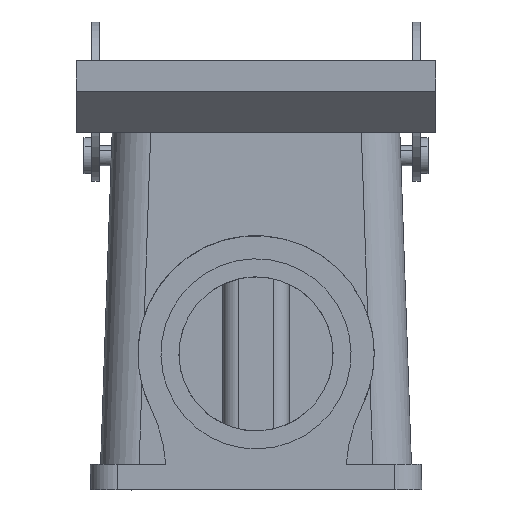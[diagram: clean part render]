
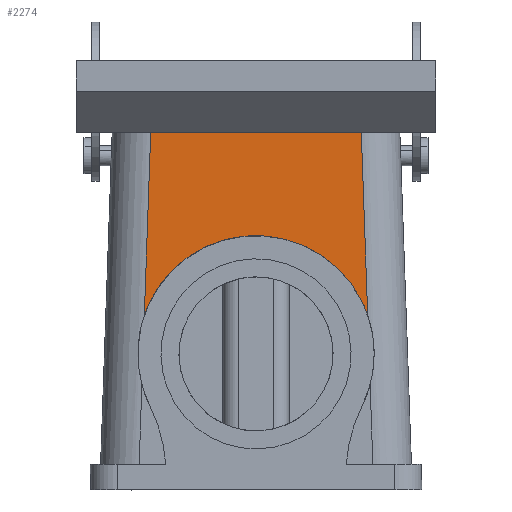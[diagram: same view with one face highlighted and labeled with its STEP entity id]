
A CAD part, front view. The second image highlights one B-rep face of the part: STEP entity #2274.
In plain terms, the highlighted planar face has unit normal (0, -1, 0).
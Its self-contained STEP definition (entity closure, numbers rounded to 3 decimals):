
#743=AXIS2_PLACEMENT_3D('Circle Axis2P3D',#741,#742,$) ;
#762=AXIS2_PLACEMENT_3D('Circle Axis2P3D',#760,#761,$) ;
#2223=AXIS2_PLACEMENT_3D('Plane Axis2P3D',#2220,#2221,#2222) ;
#722=CARTESIAN_POINT('Vertex',(55.613,24.8,36.703)) ;
#738=CARTESIAN_POINT('Vertex',(56.738,24.8,34.014)) ;
#741=CARTESIAN_POINT('Axis2P3D Location',(35.,24.8,26.5)) ;
#760=CARTESIAN_POINT('Axis2P3D Location',(35.,24.8,26.5)) ;
#764=CARTESIAN_POINT('Vertex',(13.262,24.8,34.014)) ;
#1987=CARTESIAN_POINT('Vertex',(14.505,24.8,69.6)) ;
#1990=CARTESIAN_POINT('Line Origine',(24.752,24.8,69.6)) ;
#1994=CARTESIAN_POINT('Vertex',(35.,24.8,69.6)) ;
#1997=CARTESIAN_POINT('Line Origine',(45.248,24.8,69.6)) ;
#2001=CARTESIAN_POINT('Vertex',(55.495,24.8,69.6)) ;
#2220=CARTESIAN_POINT('Axis2P3D Location',(35.,24.8,69.6)) ;
#2247=CARTESIAN_POINT('Line Origine',(56.68,24.8,35.669)) ;
#2261=CARTESIAN_POINT('Line Origine',(13.883,24.8,51.807)) ;
#742=DIRECTION('Axis2P3D Direction',(0.,1.,0.)) ;
#761=DIRECTION('Axis2P3D Direction',(0.,1.,0.)) ;
#1991=DIRECTION('Vector Direction',(-1.,0.,0.)) ;
#1998=DIRECTION('Vector Direction',(1.,0.,0.)) ;
#2221=DIRECTION('Axis2P3D Direction',(0.,-1.,-0.)) ;
#2222=DIRECTION('Axis2P3D XDirection',(-1.,0.,0.)) ;
#2248=DIRECTION('Vector Direction',(-0.035,0.,0.999)) ;
#2262=DIRECTION('Vector Direction',(0.035,0.,0.999)) ;
#1992=VECTOR('Line Direction',#1991,1.) ;
#1999=VECTOR('Line Direction',#1998,1.) ;
#2249=VECTOR('Line Direction',#2248,1.) ;
#2263=VECTOR('Line Direction',#2262,1.) ;
#2267=ORIENTED_EDGE('',*,*,#2251,.T.) ;
#2268=ORIENTED_EDGE('',*,*,#2003,.F.) ;
#2269=ORIENTED_EDGE('',*,*,#1996,.F.) ;
#2270=ORIENTED_EDGE('',*,*,#2265,.T.) ;
#2271=ORIENTED_EDGE('',*,*,#766,.F.) ;
#2272=ORIENTED_EDGE('',*,*,#745,.F.) ;
#2274=ADVANCED_FACE('Housing',(#2273),#2224,.T.) ;
#744=CIRCLE('generated circle',#743,23.) ;
#763=CIRCLE('generated circle',#762,23.) ;
#745=EDGE_CURVE('',#739,#723,#744,.F.) ;
#766=EDGE_CURVE('',#723,#765,#763,.F.) ;
#1996=EDGE_CURVE('',#1988,#1995,#1993,.F.) ;
#2003=EDGE_CURVE('',#1995,#2002,#2000,.T.) ;
#2251=EDGE_CURVE('',#739,#2002,#2250,.T.) ;
#2265=EDGE_CURVE('',#1988,#765,#2264,.F.) ;
#2266=EDGE_LOOP('',(#2267,#2268,#2269,#2270,#2271,#2272)) ;
#2273=FACE_OUTER_BOUND('',#2266,.T.) ;
#1993=LINE('Line',#1990,#1992) ;
#2000=LINE('Line',#1997,#1999) ;
#2250=LINE('Line',#2247,#2249) ;
#2264=LINE('Line',#2261,#2263) ;
#2224=PLANE('',#2223) ;
#723=VERTEX_POINT('',#722) ;
#739=VERTEX_POINT('',#738) ;
#765=VERTEX_POINT('',#764) ;
#1988=VERTEX_POINT('',#1987) ;
#1995=VERTEX_POINT('',#1994) ;
#2002=VERTEX_POINT('',#2001) ;
